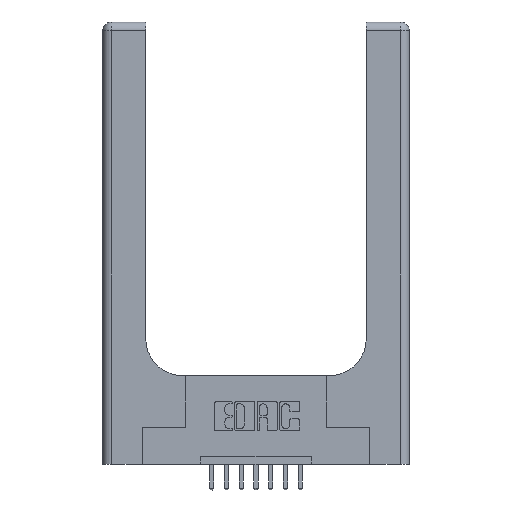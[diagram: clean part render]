
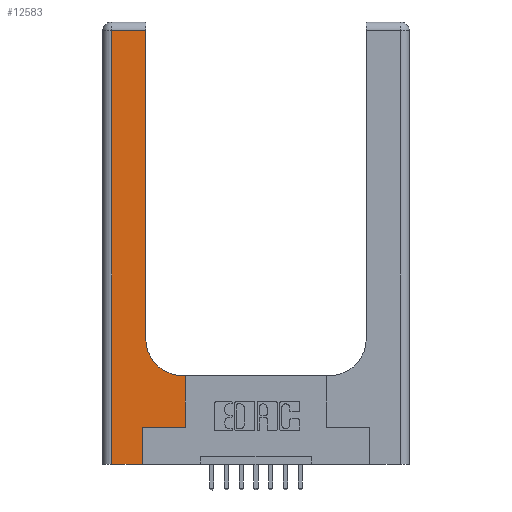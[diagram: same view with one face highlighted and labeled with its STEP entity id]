
A CAD part, top view. The second image highlights one B-rep face of the part: STEP entity #12583.
In plain terms, the highlighted planar face has unit normal (0, 0, 1).
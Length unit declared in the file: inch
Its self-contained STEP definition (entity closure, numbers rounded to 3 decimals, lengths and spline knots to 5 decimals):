
#276 = DIRECTION ( 'NONE',  ( -1., 0., 0. ) ) ;
#599 = CARTESIAN_POINT ( 'NONE',  ( 0.2915, 0.6, 0.37 ) ) ;
#628 = VERTEX_POINT ( 'NONE', #8031 ) ;
#646 = LINE ( 'NONE', #599, #3594 ) ;
#774 = ORIENTED_EDGE ( 'NONE', *, *, #14483, .T. ) ;
#934 = LINE ( 'NONE', #4357, #12341 ) ;
#1017 = CARTESIAN_POINT ( 'NONE',  ( 0., 2.94, 0.37 ) ) ;
#1533 = VECTOR ( 'NONE', #11730, 39.37008 ) ;
#1606 = ORIENTED_EDGE ( 'NONE', *, *, #3864, .T. ) ;
#1906 = LINE ( 'NONE', #8459, #14051 ) ;
#1931 = VERTEX_POINT ( 'NONE', #8578 ) ;
#2250 = VECTOR ( 'NONE', #15227, 39.37008 ) ;
#2252 = LINE ( 'NONE', #11752, #14423 ) ;
#2385 = ORIENTED_EDGE ( 'NONE', *, *, #12903, .T. ) ;
#3149 = CARTESIAN_POINT ( 'NONE',  ( 0.5585, 0.6, 0.37 ) ) ;
#3319 = CARTESIAN_POINT ( 'NONE',  ( 0.5585, 0.25, 0.37 ) ) ;
#3378 = AXIS2_PLACEMENT_3D ( 'NONE', #7481, #13156, #276 ) ;
#3534 = FACE_OUTER_BOUND ( 'NONE', #10970, .T. ) ;
#3594 = VECTOR ( 'NONE', #6318, 39.37008 ) ;
#3864 = EDGE_CURVE ( 'NONE', #11414, #10938, #646, .T. ) ;
#4004 = EDGE_CURVE ( 'NONE', #628, #1931, #13176, .T. ) ;
#4225 = CARTESIAN_POINT ( 'NONE',  ( 0.269, 0., 0.37 ) ) ;
#4357 = CARTESIAN_POINT ( 'NONE',  ( 0.06, 3., 0.37 ) ) ;
#5371 = DIRECTION ( 'NONE',  ( 0., 1., 0. ) ) ;
#5588 = DIRECTION ( 'NONE',  ( 1., 0., 0. ) ) ;
#5739 = VECTOR ( 'NONE', #11642, 39.37008 ) ;
#5748 = CARTESIAN_POINT ( 'NONE',  ( 0.2915, 3., 0.37 ) ) ;
#6318 = DIRECTION ( 'NONE',  ( -1., 0., 0. ) ) ;
#6449 = VERTEX_POINT ( 'NONE', #13136 ) ;
#6571 = CARTESIAN_POINT ( 'NONE',  ( 0.5415, 0.6, 0.37 ) ) ;
#6628 = CARTESIAN_POINT ( 'NONE',  ( 0.5415, 0.85, 0.37 ) ) ;
#7264 = PLANE ( 'NONE',  #3378 ) ;
#7481 = CARTESIAN_POINT ( 'NONE',  ( 0., 3., 0.37 ) ) ;
#7817 = LINE ( 'NONE', #5748, #2250 ) ;
#7951 = DIRECTION ( 'NONE',  ( 0., -1., 0. ) ) ;
#8031 = CARTESIAN_POINT ( 'NONE',  ( 0.269, 0., 0.37 ) ) ;
#8198 = ORIENTED_EDGE ( 'NONE', *, *, #12552, .T. ) ;
#8459 = CARTESIAN_POINT ( 'NONE',  ( 0.269, 0.25, 0.37 ) ) ;
#8578 = CARTESIAN_POINT ( 'NONE',  ( 0.269, 0.25, 0.37 ) ) ;
#8662 = DIRECTION ( 'NONE',  ( 1., 0., 0. ) ) ;
#8878 = CIRCLE ( 'NONE', #11410, 0.25 ) ;
#9150 = ORIENTED_EDGE ( 'NONE', *, *, #4004, .T. ) ;
#9314 = VERTEX_POINT ( 'NONE', #13782 ) ;
#9373 = ORIENTED_EDGE ( 'NONE', *, *, #12943, .T. ) ;
#9543 = ORIENTED_EDGE ( 'NONE', *, *, #9547, .T. ) ;
#9547 = EDGE_CURVE ( 'NONE', #9314, #628, #2252, .T. ) ;
#9823 = CARTESIAN_POINT ( 'NONE',  ( 0.2915, 0.85, 0.37 ) ) ;
#10078 = VECTOR ( 'NONE', #5371, 39.37008 ) ;
#10870 = ORIENTED_EDGE ( 'NONE', *, *, #11049, .T. ) ;
#10938 = VERTEX_POINT ( 'NONE', #6571 ) ;
#10970 = EDGE_LOOP ( 'NONE', ( #2385, #9373, #774, #9543, #9150, #8198, #13956, #1606, #10870 ) ) ;
#11049 = EDGE_CURVE ( 'NONE', #10938, #15179, #8878, .T. ) ;
#11138 = LINE ( 'NONE', #3319, #1533 ) ;
#11410 = AXIS2_PLACEMENT_3D ( 'NONE', #6628, #13733, #5588 ) ;
#11414 = VERTEX_POINT ( 'NONE', #3149 ) ;
#11479 = VERTEX_POINT ( 'NONE', #12606 ) ;
#11642 = DIRECTION ( 'NONE',  ( -1., 0., 0. ) ) ;
#11730 = DIRECTION ( 'NONE',  ( 0., 1., 0. ) ) ;
#11752 = CARTESIAN_POINT ( 'NONE',  ( 0., 0., 0.37 ) ) ;
#12188 = VERTEX_POINT ( 'NONE', #14461 ) ;
#12341 = VECTOR ( 'NONE', #7951, 39.37008 ) ;
#12552 = EDGE_CURVE ( 'NONE', #1931, #11479, #1906, .T. ) ;
#12583 = ADVANCED_FACE ( 'NONE', ( #3534 ), #7264, .F. ) ;
#12606 = CARTESIAN_POINT ( 'NONE',  ( 0.5585, 0.25, 0.37 ) ) ;
#12903 = EDGE_CURVE ( 'NONE', #15179, #12188, #7817, .T. ) ;
#12927 = EDGE_CURVE ( 'NONE', #11479, #11414, #11138, .T. ) ;
#12943 = EDGE_CURVE ( 'NONE', #12188, #6449, #13684, .T. ) ;
#13136 = CARTESIAN_POINT ( 'NONE',  ( 0.06, 2.94, 0.37 ) ) ;
#13156 = DIRECTION ( 'NONE',  ( 0., 0., -1. ) ) ;
#13176 = LINE ( 'NONE', #4225, #10078 ) ;
#13684 = LINE ( 'NONE', #1017, #5739 ) ;
#13733 = DIRECTION ( 'NONE',  ( 0., 0., -1. ) ) ;
#13782 = CARTESIAN_POINT ( 'NONE',  ( 0.06, 0., 0.37 ) ) ;
#13956 = ORIENTED_EDGE ( 'NONE', *, *, #12927, .T. ) ;
#14051 = VECTOR ( 'NONE', #8662, 39.37008 ) ;
#14110 = DIRECTION ( 'NONE',  ( 1., 0., 0. ) ) ;
#14423 = VECTOR ( 'NONE', #14110, 39.37008 ) ;
#14461 = CARTESIAN_POINT ( 'NONE',  ( 0.2915, 2.94, 0.37 ) ) ;
#14483 = EDGE_CURVE ( 'NONE', #6449, #9314, #934, .T. ) ;
#15179 = VERTEX_POINT ( 'NONE', #9823 ) ;
#15227 = DIRECTION ( 'NONE',  ( 0., 1., 0. ) ) ;
